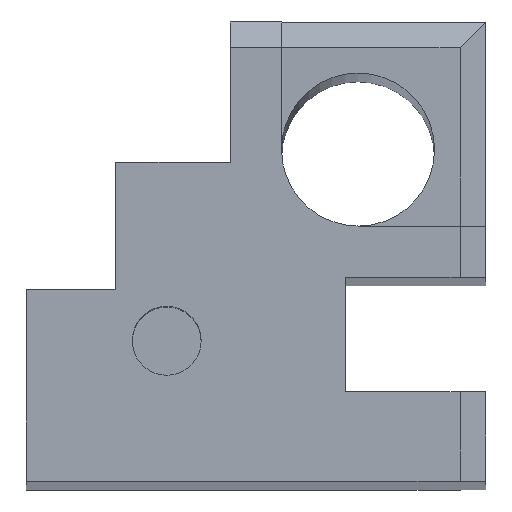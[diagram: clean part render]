
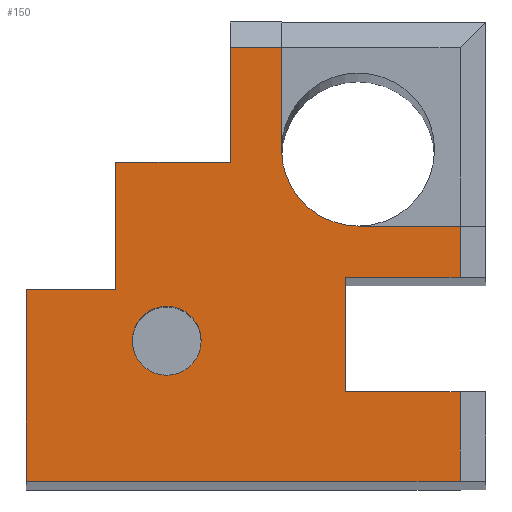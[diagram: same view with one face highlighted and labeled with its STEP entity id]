
A CAD part, top view. The second image highlights one B-rep face of the part: STEP entity #150.
In plain terms, the highlighted planar face has unit normal (0, 0, 1).
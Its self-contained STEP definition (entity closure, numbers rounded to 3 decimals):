
#150=ADVANCED_FACE('',(#487,#488),#198,.T.);
#198=PLANE('',#1036);
#243=LINE('',#1326,#365);
#244=LINE('',#1329,#366);
#245=LINE('',#1331,#367);
#246=LINE('',#1333,#368);
#247=LINE('',#1335,#369);
#248=LINE('',#1337,#370);
#249=LINE('',#1339,#371);
#250=LINE('',#1341,#372);
#251=LINE('',#1343,#373);
#252=LINE('',#1345,#374);
#253=LINE('',#1349,#375);
#254=LINE('',#1351,#376);
#255=LINE('',#1353,#377);
#256=LINE('',#1355,#378);
#365=VECTOR('',#1093,1.);
#366=VECTOR('',#1094,1.);
#367=VECTOR('',#1095,1.);
#368=VECTOR('',#1096,1.);
#369=VECTOR('',#1097,1.);
#370=VECTOR('',#1098,1.);
#371=VECTOR('',#1099,1.);
#372=VECTOR('',#1100,1.);
#373=VECTOR('',#1101,1.);
#374=VECTOR('',#1102,1.);
#375=VECTOR('',#1105,1.);
#376=VECTOR('',#1106,1.);
#377=VECTOR('',#1107,1.);
#378=VECTOR('',#1108,1.);
#487=FACE_BOUND('',#498,.T.);
#488=FACE_BOUND('',#499,.T.);
#498=EDGE_LOOP('',(#552));
#499=EDGE_LOOP('',(#553,#554,#555,#556,#557,#558,#559,#560,#561,#562,#563,
#564,#565,#566,#567));
#552=ORIENTED_EDGE('',*,*,#897,.F.);
#553=ORIENTED_EDGE('',*,*,#898,.T.);
#554=ORIENTED_EDGE('',*,*,#899,.T.);
#555=ORIENTED_EDGE('',*,*,#900,.T.);
#556=ORIENTED_EDGE('',*,*,#901,.T.);
#557=ORIENTED_EDGE('',*,*,#902,.T.);
#558=ORIENTED_EDGE('',*,*,#903,.T.);
#559=ORIENTED_EDGE('',*,*,#904,.T.);
#560=ORIENTED_EDGE('',*,*,#905,.T.);
#561=ORIENTED_EDGE('',*,*,#906,.T.);
#562=ORIENTED_EDGE('',*,*,#907,.F.);
#563=ORIENTED_EDGE('',*,*,#908,.F.);
#564=ORIENTED_EDGE('',*,*,#909,.F.);
#565=ORIENTED_EDGE('',*,*,#910,.T.);
#566=ORIENTED_EDGE('',*,*,#911,.T.);
#567=ORIENTED_EDGE('',*,*,#912,.T.);
#810=VERTEX_POINT('',#1325);
#811=VERTEX_POINT('',#1327);
#812=VERTEX_POINT('',#1328);
#813=VERTEX_POINT('',#1330);
#814=VERTEX_POINT('',#1332);
#815=VERTEX_POINT('',#1334);
#816=VERTEX_POINT('',#1336);
#817=VERTEX_POINT('',#1338);
#818=VERTEX_POINT('',#1340);
#819=VERTEX_POINT('',#1342);
#820=VERTEX_POINT('',#1344);
#821=VERTEX_POINT('',#1346);
#822=VERTEX_POINT('',#1348);
#823=VERTEX_POINT('',#1350);
#824=VERTEX_POINT('',#1352);
#825=VERTEX_POINT('',#1354);
#897=EDGE_CURVE('',#810,#810,#1026,.T.);
#898=EDGE_CURVE('',#811,#812,#243,.T.);
#899=EDGE_CURVE('',#812,#813,#244,.T.);
#900=EDGE_CURVE('',#813,#814,#245,.T.);
#901=EDGE_CURVE('',#814,#815,#246,.T.);
#902=EDGE_CURVE('',#815,#816,#247,.T.);
#903=EDGE_CURVE('',#816,#817,#248,.T.);
#904=EDGE_CURVE('',#817,#818,#249,.T.);
#905=EDGE_CURVE('',#818,#819,#250,.T.);
#906=EDGE_CURVE('',#819,#820,#251,.T.);
#907=EDGE_CURVE('',#821,#820,#252,.T.);
#908=EDGE_CURVE('',#822,#821,#1027,.T.);
#909=EDGE_CURVE('',#823,#822,#253,.T.);
#910=EDGE_CURVE('',#823,#824,#254,.T.);
#911=EDGE_CURVE('',#824,#825,#255,.T.);
#912=EDGE_CURVE('',#825,#811,#256,.T.);
#1026=CIRCLE('',#1034,1.35);
#1027=CIRCLE('',#1035,3.);
#1034=AXIS2_PLACEMENT_3D('',#1324,#1091,#1092);
#1035=AXIS2_PLACEMENT_3D('',#1347,#1103,#1104);
#1036=AXIS2_PLACEMENT_3D('',#1356,#1109,#1110);
#1091=DIRECTION('',(0.,0.,1.));
#1092=DIRECTION('',(-1.,0.,0.));
#1093=DIRECTION('',(0.,-1.,0.));
#1094=DIRECTION('',(-1.,0.,0.));
#1095=DIRECTION('',(0.,-1.,0.));
#1096=DIRECTION('',(1.,0.,0.));
#1097=DIRECTION('',(0.,1.,0.));
#1098=DIRECTION('',(-1.,0.,0.));
#1099=DIRECTION('',(0.,1.,0.));
#1100=DIRECTION('',(1.,0.,0.));
#1101=DIRECTION('',(0.,1.,0.));
#1102=DIRECTION('',(1.,0.,0.));
#1103=DIRECTION('',(0.,0.,1.));
#1104=DIRECTION('',(1.,0.,0.));
#1105=DIRECTION('',(0.,-1.,0.));
#1106=DIRECTION('',(-1.,0.,0.));
#1107=DIRECTION('',(0.,-1.,0.));
#1108=DIRECTION('',(-1.,0.,0.));
#1109=DIRECTION('',(0.,0.,1.));
#1110=DIRECTION('',(1.,0.,0.));
#1324=CARTESIAN_POINT('',(5.5,5.5,200.));
#1325=CARTESIAN_POINT('',(4.15,5.5,200.));
#1326=CARTESIAN_POINT('',(3.5,7.5,200.));
#1327=CARTESIAN_POINT('',(3.5,12.5,200.));
#1328=CARTESIAN_POINT('',(3.5,7.5,200.));
#1329=CARTESIAN_POINT('',(3.5,7.5,200.));
#1330=CARTESIAN_POINT('',(0.,7.5,200.));
#1331=CARTESIAN_POINT('',(0.,18.,200.));
#1332=CARTESIAN_POINT('',(0.,0.,200.));
#1333=CARTESIAN_POINT('',(0.,0.,200.));
#1334=CARTESIAN_POINT('',(17.,0.,200.));
#1335=CARTESIAN_POINT('',(17.,3.5,200.));
#1336=CARTESIAN_POINT('',(17.,3.5,200.));
#1337=CARTESIAN_POINT('',(18.,3.5,200.));
#1338=CARTESIAN_POINT('',(12.5,3.5,200.));
#1339=CARTESIAN_POINT('',(12.5,3.5,200.));
#1340=CARTESIAN_POINT('',(12.5,8.,200.));
#1341=CARTESIAN_POINT('',(12.5,8.,200.));
#1342=CARTESIAN_POINT('',(17.,8.,200.));
#1343=CARTESIAN_POINT('',(17.,10.,200.));
#1344=CARTESIAN_POINT('',(17.,10.,200.));
#1345=CARTESIAN_POINT('',(13.,10.,200.));
#1346=CARTESIAN_POINT('',(13.,10.,200.));
#1347=CARTESIAN_POINT('',(13.,13.,200.));
#1348=CARTESIAN_POINT('',(10.,13.,200.));
#1349=CARTESIAN_POINT('',(10.,18.,200.));
#1350=CARTESIAN_POINT('',(10.,17.,200.));
#1351=CARTESIAN_POINT('',(8.,17.,200.));
#1352=CARTESIAN_POINT('',(8.,17.,200.));
#1353=CARTESIAN_POINT('',(8.,18.,200.));
#1354=CARTESIAN_POINT('',(8.,12.5,200.));
#1355=CARTESIAN_POINT('',(8.,12.5,200.));
#1356=CARTESIAN_POINT('',(0.,0.,200.));
